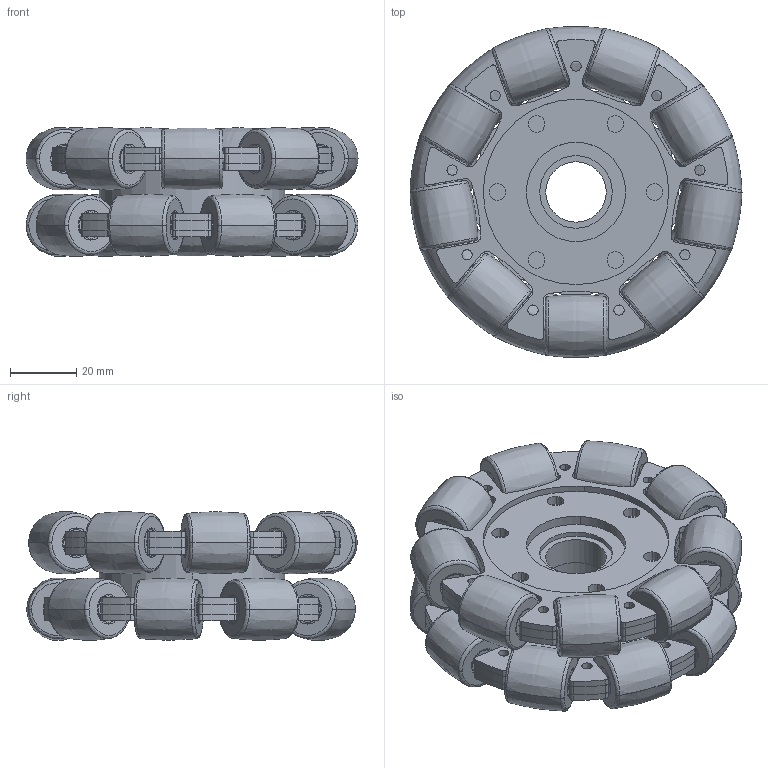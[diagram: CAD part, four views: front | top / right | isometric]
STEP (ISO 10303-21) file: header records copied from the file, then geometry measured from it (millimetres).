
FILE_DESCRIPTION((''),'2;1');
FILE_NAME('4CUN_ASM','2012-12-05T',('Administrator'),(''),'PRO/ENGINEER BY PARAMETRIC TECHNOLOGY CORPORATION, 2009360','PRO/ENGINEER BY PARAMETRIC TECHNOLOGY CORPORATION, 2009360','');
FILE_SCHEMA(('CONFIG_CONTROL_DESIGN'));
Length unit declared in the file: millimetre
Products named in the file (10): YOU; ZHONG; LUN; ZHOU; ZHOUCHEN; 0_ASM; ZUO; 9; A_ASM; 4CUN_ASM
Assembly tree (48 placements, depth 4):
  4CUN_ASM
    YOU
    ZHONG
    0_ASM  x9
      LUN
      ZHOU
      ZHOUCHEN
    ZUO
    LUN  x9
    9
    A_ASM
      YOU
      ZHONG
      0_ASM  x9
        LUN
        ZHOU
        ZHOUCHEN
      ZUO
      LUN  x9
Bounding box: 100.3 x 99.99 x 38.75 mm (x, y, z)
Volume: 231056.5 mm3; surface area: 127405.8 mm2
Topology: 97 solids, 97 shells, 2184 faces, 5100 edges, 3328 vertices
Faces by surface type: cylinder 1232, plane 664, revolution 216, cone 72
Entity records: 17187 total; most frequent: CARTESIAN_POINT 4007, DIRECTION 2968, ORIENTED_EDGE 2588, EDGE_CURVE 1294, AXIS2_PLACEMENT_3D 1141, VERTEX_POINT 860, VECTOR 680, LINE 680
